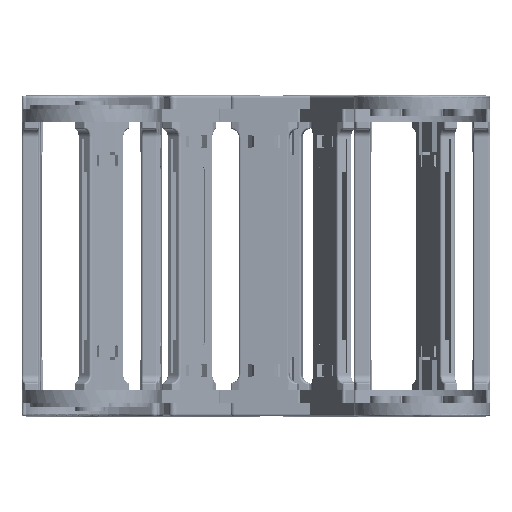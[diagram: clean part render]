
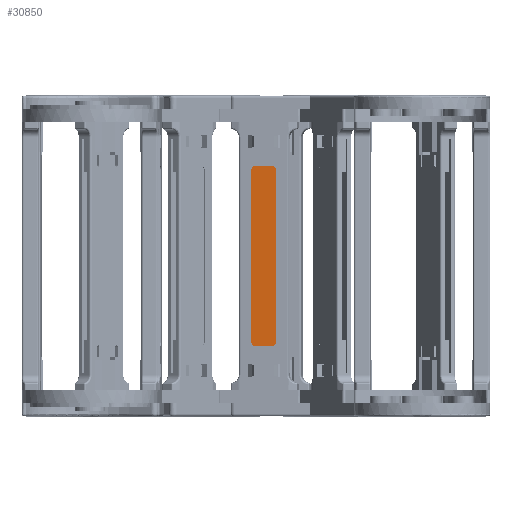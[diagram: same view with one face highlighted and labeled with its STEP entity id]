
A CAD part, left-side view. The second image highlights one B-rep face of the part: STEP entity #30850.
In plain terms, the highlighted face is planar.
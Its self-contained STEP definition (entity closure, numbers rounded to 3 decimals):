
#274 = DIRECTION ( 'NONE',  ( 0., 0., 1. ) ) ;
#980 = VERTEX_POINT ( 'NONE', #16323 ) ;
#2597 = LINE ( 'NONE', #33566, #32865 ) ;
#3129 = DIRECTION ( 'NONE',  ( -1., 0., 0. ) ) ;
#3237 = VERTEX_POINT ( 'NONE', #18780 ) ;
#3666 = EDGE_CURVE ( 'NONE', #980, #20954, #28309, .T. ) ;
#4026 = EDGE_CURVE ( 'NONE', #7640, #33893, #18360, .T. ) ;
#4615 = LINE ( 'NONE', #30936, #16482 ) ;
#4717 = EDGE_CURVE ( 'NONE', #3237, #980, #15394, .T. ) ;
#4993 = DIRECTION ( 'NONE',  ( 0., 0., 1. ) ) ;
#7640 = VERTEX_POINT ( 'NONE', #27208 ) ;
#8851 = AXIS2_PLACEMENT_3D ( 'NONE', #30394, #9491, #9625 ) ;
#8905 = AXIS2_PLACEMENT_3D ( 'NONE', #18399, #12043, #274 ) ;
#8980 = CARTESIAN_POINT ( 'NONE',  ( -4.987, 40.607, -43.246 ) ) ;
#9032 = CARTESIAN_POINT ( 'NONE',  ( 7.588, 40.607, -149.379 ) ) ;
#9160 = EDGE_LOOP ( 'NONE', ( #16605, #10734, #26085, #14332, #17054, #20468, #20650, #12632 ) ) ;
#9491 = DIRECTION ( 'NONE',  ( 0., -1., 0. ) ) ;
#9625 = DIRECTION ( 'NONE',  ( 0., 0., -1. ) ) ;
#9655 = VERTEX_POINT ( 'NONE', #9032 ) ;
#10041 = EDGE_CURVE ( 'NONE', #36530, #7640, #4615, .T. ) ;
#10063 = CARTESIAN_POINT ( 'NONE',  ( 10.103, 40.607, -66.384 ) ) ;
#10734 = ORIENTED_EDGE ( 'NONE', *, *, #32148, .F. ) ;
#11206 = DIRECTION ( 'NONE',  ( 0., -1., 0. ) ) ;
#12043 = DIRECTION ( 'NONE',  ( 0., -1., 0. ) ) ;
#12632 = ORIENTED_EDGE ( 'NONE', *, *, #4717, .F. ) ;
#14332 = ORIENTED_EDGE ( 'NONE', *, *, #4026, .F. ) ;
#15394 = CIRCLE ( 'NONE', #37835, 2.515 ) ;
#15858 = AXIS2_PLACEMENT_3D ( 'NONE', #34880, #38058, #16779 ) ;
#16323 = CARTESIAN_POINT ( 'NONE',  ( 7.588, 40.607, -40.731 ) ) ;
#16482 = VECTOR ( 'NONE', #25012, 1000. ) ;
#16605 = ORIENTED_EDGE ( 'NONE', *, *, #24462, .F. ) ;
#16779 = DIRECTION ( 'NONE',  ( 0., 0., 1. ) ) ;
#17054 = ORIENTED_EDGE ( 'NONE', *, *, #10041, .F. ) ;
#17609 = CARTESIAN_POINT ( 'NONE',  ( -2.472, 40.607, -40.731 ) ) ;
#18360 = CIRCLE ( 'NONE', #8905, 2.515 ) ;
#18399 = CARTESIAN_POINT ( 'NONE',  ( -2.472, 40.607, -146.864 ) ) ;
#18438 = EDGE_CURVE ( 'NONE', #33893, #9655, #2597, .T. ) ;
#18508 = LINE ( 'NONE', #10063, #25144 ) ;
#18770 = VERTEX_POINT ( 'NONE', #26674 ) ;
#18780 = CARTESIAN_POINT ( 'NONE',  ( 10.103, 40.607, -43.246 ) ) ;
#19348 = FACE_OUTER_BOUND ( 'NONE', #9160, .T. ) ;
#20468 = ORIENTED_EDGE ( 'NONE', *, *, #21889, .F. ) ;
#20650 = ORIENTED_EDGE ( 'NONE', *, *, #3666, .F. ) ;
#20954 = VERTEX_POINT ( 'NONE', #17609 ) ;
#21889 = EDGE_CURVE ( 'NONE', #20954, #36530, #29876, .T. ) ;
#22600 = CARTESIAN_POINT ( 'NONE',  ( -2.472, 40.607, -149.379 ) ) ;
#22946 = CARTESIAN_POINT ( 'NONE',  ( 7.588, 40.607, -43.246 ) ) ;
#22982 = CARTESIAN_POINT ( 'NONE',  ( -2.472, 40.607, -43.246 ) ) ;
#24462 = EDGE_CURVE ( 'NONE', #18770, #3237, #18508, .T. ) ;
#25012 = DIRECTION ( 'NONE',  ( 0., 0., -1. ) ) ;
#25144 = VECTOR ( 'NONE', #31222, 1000. ) ;
#26085 = ORIENTED_EDGE ( 'NONE', *, *, #18438, .F. ) ;
#26674 = CARTESIAN_POINT ( 'NONE',  ( 10.103, 40.607, -146.864 ) ) ;
#27208 = CARTESIAN_POINT ( 'NONE',  ( -4.987, 40.607, -146.864 ) ) ;
#27416 = AXIS2_PLACEMENT_3D ( 'NONE', #22982, #11206, #4993 ) ;
#28309 = LINE ( 'NONE', #30098, #35407 ) ;
#29876 = CIRCLE ( 'NONE', #27416, 2.515 ) ;
#30098 = CARTESIAN_POINT ( 'NONE',  ( -2.472, 40.607, -40.731 ) ) ;
#30394 = CARTESIAN_POINT ( 'NONE',  ( 7.588, 40.607, -146.864 ) ) ;
#30850 = ADVANCED_FACE ( 'NONE', ( #19348 ), #32226, .F. ) ;
#30936 = CARTESIAN_POINT ( 'NONE',  ( -4.987, 40.607, -66.384 ) ) ;
#31222 = DIRECTION ( 'NONE',  ( 0., 0., 1. ) ) ;
#31934 = DIRECTION ( 'NONE',  ( 0., -1., 0. ) ) ;
#32148 = EDGE_CURVE ( 'NONE', #9655, #18770, #37229, .T. ) ;
#32226 = PLANE ( 'NONE',  #15858 ) ;
#32865 = VECTOR ( 'NONE', #36358, 1000. ) ;
#33566 = CARTESIAN_POINT ( 'NONE',  ( -2.472, 40.607, -149.379 ) ) ;
#33893 = VERTEX_POINT ( 'NONE', #22600 ) ;
#34715 = DIRECTION ( 'NONE',  ( 0., 0., 1. ) ) ;
#34880 = CARTESIAN_POINT ( 'NONE',  ( -2.472, 40.607, -66.384 ) ) ;
#35407 = VECTOR ( 'NONE', #3129, 1000. ) ;
#36358 = DIRECTION ( 'NONE',  ( 1., 0., 0. ) ) ;
#36530 = VERTEX_POINT ( 'NONE', #8980 ) ;
#37229 = CIRCLE ( 'NONE', #8851, 2.515 ) ;
#37835 = AXIS2_PLACEMENT_3D ( 'NONE', #22946, #31934, #34715 ) ;
#38058 = DIRECTION ( 'NONE',  ( 0., -1., 0. ) ) ;
